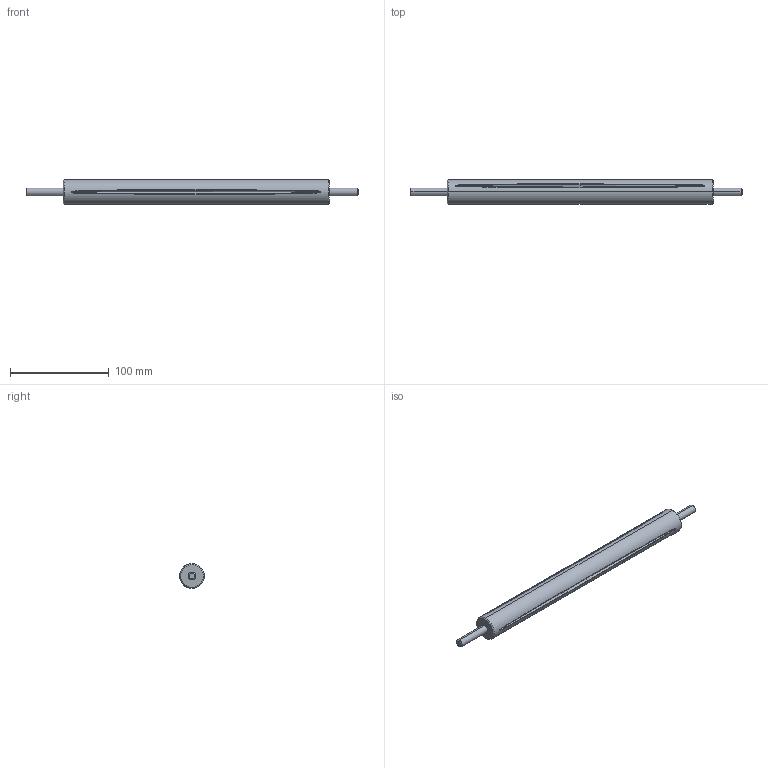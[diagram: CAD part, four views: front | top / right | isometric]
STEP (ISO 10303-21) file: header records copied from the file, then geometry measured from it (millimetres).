
FILE_DESCRIPTION (( 'STEP AP214' ), '1' );
FILE_NAME ('DispenseRod_v5_x2_LOOP2.STEP', '2024-10-09T10:46:02', ( '' ), ( '' ), 'SwSTEP 2.0', 'SolidWorks 2024', '' );
FILE_SCHEMA (( 'AUTOMOTIVE_DESIGN' ));
Length unit declared in the file: millimetre
Products named in the file (1): DispenseRod_v5_x2_LOOP2
Bounding box: 336.1 x 25 x 25 mm (x, y, z)
Volume: 132520.2 mm3; surface area: 24797 mm2
Topology: 1 solids, 1 shells, 42 faces, 82 edges, 47 vertices
Faces by surface type: bspline 24, cone 8, cylinder 6, plane 4
Entity records: 4581 total; most frequent: CARTESIAN_POINT 3838, ORIENTED_EDGE 164, DIRECTION 110, EDGE_CURVE 82, VERTEX_POINT 47, EDGE_LOOP 47, AXIS2_PLACEMENT_3D 45, FACE_OUTER_BOUND 42
